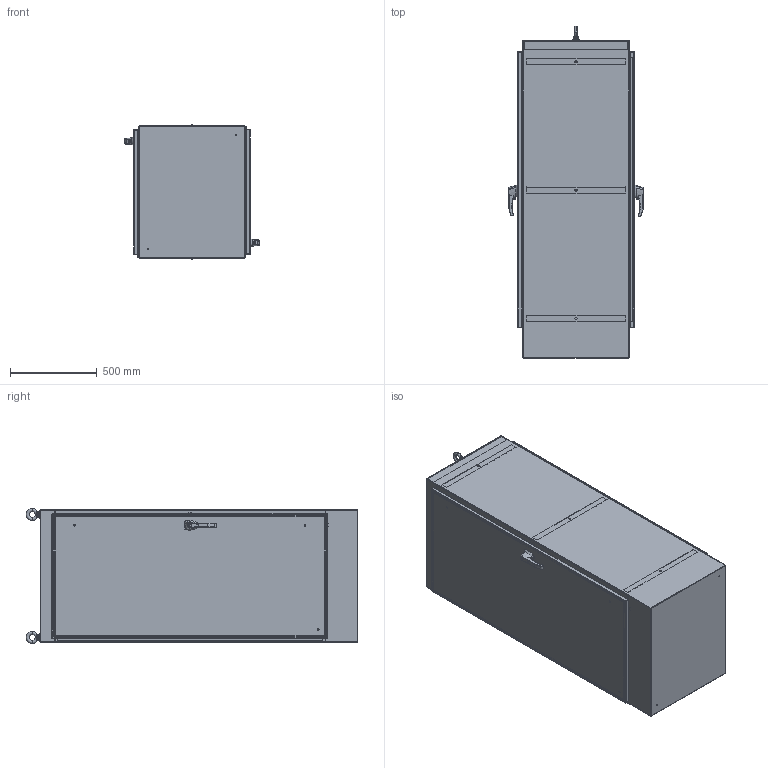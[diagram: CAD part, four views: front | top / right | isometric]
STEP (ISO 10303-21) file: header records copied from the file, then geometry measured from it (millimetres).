
FILE_DESCRIPTION (( 'STEP AP214' ), '1' );
FILE_NAME ('HN4FS723024DS16.STEP', '2019-09-03T19:42:16', ( '' ), ( '' ), 'SwSTEP 2.0', 'SolidWorks 2018', '' );
FILE_SCHEMA (( 'AUTOMOTIVE_DESIGN' ));
Length unit declared in the file: inch
Products named in the file (1): HN4FS723024DS16
Bounding box: 778.87 x 1911.5 x 777.34 mm (x, y, z)
Volume: 18890016.1 mm3; surface area: 15667813.5 mm2
Topology: 88 solids, 90 shells, 3200 faces, 8515 edges, 5514 vertices
Faces by surface type: cylinder 1499, plane 1433, cone 144, bspline 108, torus 16
Entity records: 159521 total; most frequent: CARTESIAN_POINT 37077, ORIENTED_EDGE 16986, DIRECTION 16909, EDGE_CURVE 8493, AXIS2_PLACEMENT_3D 6117, VERTEX_POINT 5514, LINE 4675, VECTOR 4675
